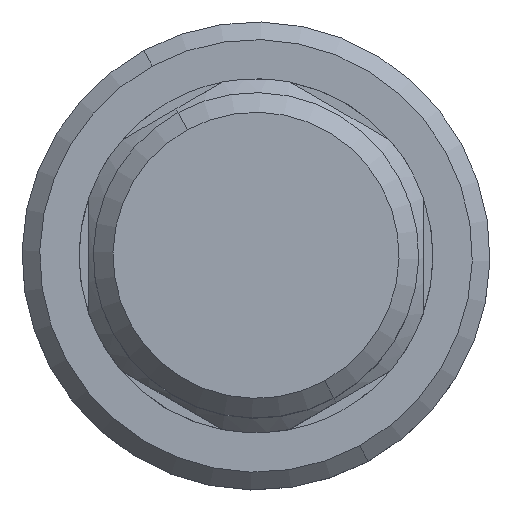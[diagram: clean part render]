
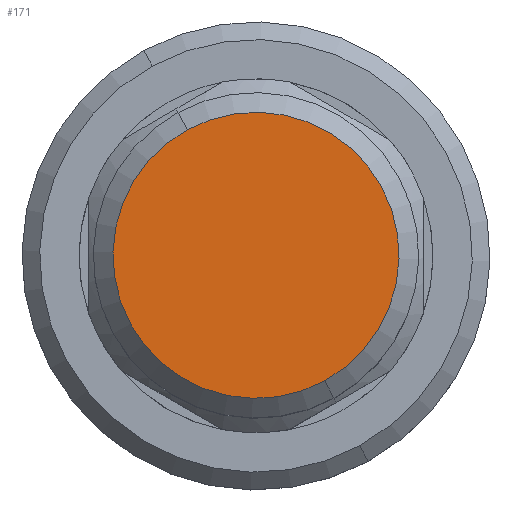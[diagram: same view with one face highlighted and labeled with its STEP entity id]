
A CAD part, top view. The second image highlights one B-rep face of the part: STEP entity #171.
In plain terms, the highlighted planar face has unit normal (0, 0, 1).
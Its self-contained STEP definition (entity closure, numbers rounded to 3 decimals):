
#148=CARTESIAN_POINT('Axis2P3D Location',(0.,0.,46.)) ;
#153=CARTESIAN_POINT('Axis2P3D Location',(0.,0.,46.)) ;
#157=CARTESIAN_POINT('Vertex',(6.976,-12.769,46.)) ;
#159=CARTESIAN_POINT('Vertex',(-6.976,12.769,46.)) ;
#162=CARTESIAN_POINT('Axis2P3D Location',(0.,0.,46.)) ;
#149=DIRECTION('Axis2P3D Direction',(0.,0.,1.)) ;
#150=DIRECTION('Axis2P3D XDirection',(1.,0.,0.)) ;
#154=DIRECTION('Axis2P3D Direction',(0.,0.,1.)) ;
#163=DIRECTION('Axis2P3D Direction',(0.,0.,1.)) ;
#151=AXIS2_PLACEMENT_3D('Plane Axis2P3D',#148,#149,#150) ;
#155=AXIS2_PLACEMENT_3D('Circle Axis2P3D',#153,#154,$) ;
#164=AXIS2_PLACEMENT_3D('Circle Axis2P3D',#162,#163,$) ;
#156=CIRCLE('generated circle',#155,14.55) ;
#165=CIRCLE('generated circle',#164,14.55) ;
#152=PLANE('',#151) ;
#161=EDGE_CURVE('',#158,#160,#156,.T.) ;
#166=EDGE_CURVE('',#160,#158,#165,.T.) ;
#168=ORIENTED_EDGE('',*,*,#161,.T.) ;
#169=ORIENTED_EDGE('',*,*,#166,.T.) ;
#167=EDGE_LOOP('',(#168,#169)) ;
#158=VERTEX_POINT('',#157) ;
#160=VERTEX_POINT('',#159) ;
#171=ADVANCED_FACE('PartBody',(#170),#152,.T.) ;
#170=FACE_OUTER_BOUND('',#167,.T.) ;
